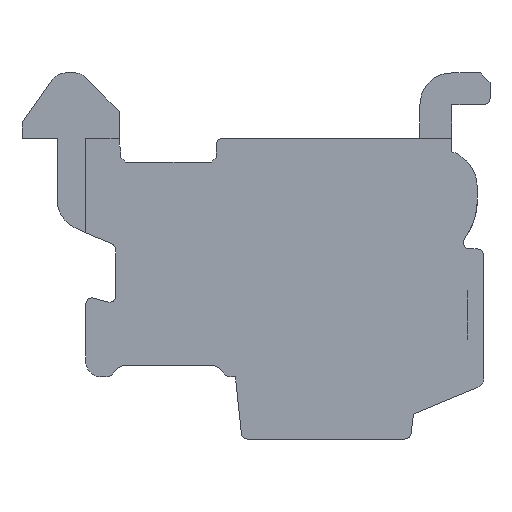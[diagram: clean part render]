
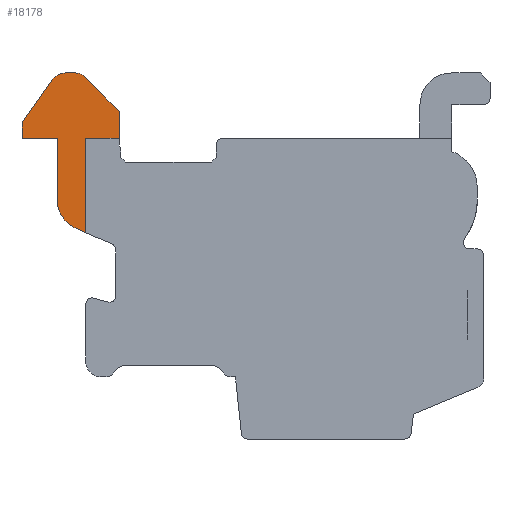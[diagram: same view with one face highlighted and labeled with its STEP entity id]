
A CAD part, front view. The second image highlights one B-rep face of the part: STEP entity #18178.
In plain terms, the highlighted planar face has unit normal (0, -1, 0).
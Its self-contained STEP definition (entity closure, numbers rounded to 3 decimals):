
#412=DIRECTION('',(-1.,0.,0.));
#413=VECTOR('',#412,1.05);
#414=CARTESIAN_POINT('',(-4.32,-83.6,3.48));
#415=LINE('',#414,#413);
#2514=DIRECTION('',(0.,0.,1.));
#2515=VECTOR('',#2514,2.964);
#2516=CARTESIAN_POINT('',(-5.37,-83.6,
0.516));
#2517=LINE('',#2516,#2515);
#4962=DIRECTION('',(0.916,0.,-0.401));
#4963=VECTOR('',#4962,0.326);
#4964=CARTESIAN_POINT('',(-5.669,-83.6,
0.647));
#4965=LINE('',#4964,#4963);
#6006=DIRECTION('',(-1.,0.,0.));
#6007=VECTOR('',#6006,1.1);
#6008=CARTESIAN_POINT('',(-6.27,-83.6,3.48));
#6009=LINE('',#6008,#6007);
#6294=DIRECTION('',(0.,0.,1.));
#6295=VECTOR('',#6294,1.916);
#6296=CARTESIAN_POINT('',(-6.27,-83.6,1.564));
#6297=LINE('',#6296,#6295);
#6628=CARTESIAN_POINT('',(-5.27,-83.6,1.564));
#6629=DIRECTION('',(0.,1.,0.));
#6630=DIRECTION('',(-0.399,0.,-0.917));
#6631=AXIS2_PLACEMENT_3D('',#6628,#6629,#6630);
#6650=DIRECTION('',(0.,0.,-1.));
#6651=VECTOR('',#6650,0.85);
#6652=CARTESIAN_POINT('',(-4.32,-83.6,4.33));
#6653=LINE('',#6652,#6651);
#7314=DIRECTION('',(0.707,0.,-0.707));
#7315=VECTOR('',#7314,1.527);
#7316=CARTESIAN_POINT('',(-5.4,-83.6,5.41));
#7317=LINE('',#7316,#7315);
#7648=CARTESIAN_POINT('',(-5.686,-83.6,5.13));
#7649=DIRECTION('',(0.,1.,0.));
#7650=DIRECTION('',(0.,0.,1.));
#7651=AXIS2_PLACEMENT_3D('',#7648,#7649,#7650);
#7938=DIRECTION('',(1.,0.,0.));
#7939=VECTOR('',#7938,0.32);
#7940=CARTESIAN_POINT('',(-6.006,-83.6,5.53));
#7941=LINE('',#7940,#7939);
#8272=CARTESIAN_POINT('',(-6.006,-83.6,5.03));
#8273=DIRECTION('',(0.,1.,0.));
#8274=DIRECTION('',(-0.815,0.,0.58));
#8275=AXIS2_PLACEMENT_3D('',#8272,#8273,#8274);
#8562=DIRECTION('',(0.575,0.,0.818));
#8563=VECTOR('',#8562,1.663);
#8564=CARTESIAN_POINT('',(-7.37,-83.6,3.96));
#8565=LINE('',#8564,#8563);
#8850=DIRECTION('',(0.,0.,1.));
#8851=VECTOR('',#8850,0.48);
#8852=CARTESIAN_POINT('',(-7.37,-83.6,3.48));
#8853=LINE('',#8852,#8851);
#14495=CARTESIAN_POINT('',(-7.37,-83.6,3.48));
#14496=CARTESIAN_POINT('',(-7.37,-83.6,3.96));
#14497=VERTEX_POINT('',#14495);
#14498=VERTEX_POINT('',#14496);
#14499=CARTESIAN_POINT('',(-6.413,-83.6,5.32));
#14500=VERTEX_POINT('',#14499);
#14501=CARTESIAN_POINT('',(-6.006,-83.6,5.53));
#14502=VERTEX_POINT('',#14501);
#14503=CARTESIAN_POINT('',(-5.686,-83.6,5.53));
#14504=VERTEX_POINT('',#14503);
#14505=CARTESIAN_POINT('',(-5.4,-83.6,5.41));
#14506=VERTEX_POINT('',#14505);
#14507=CARTESIAN_POINT('',(-4.32,-83.6,4.33));
#14508=VERTEX_POINT('',#14507);
#14509=CARTESIAN_POINT('',(-4.32,-83.6,3.48));
#14510=VERTEX_POINT('',#14509);
#14988=CARTESIAN_POINT('',(-5.37,-83.6,
0.516));
#14989=CARTESIAN_POINT('',(-5.37,-83.6,3.48));
#14990=VERTEX_POINT('',#14988);
#14991=VERTEX_POINT('',#14989);
#14996=CARTESIAN_POINT('',(-5.669,-83.6,
0.647));
#14997=VERTEX_POINT('',#14996);
#14998=CARTESIAN_POINT('',(-6.27,-83.6,
1.564));
#14999=VERTEX_POINT('',#14998);
#15000=CARTESIAN_POINT('',(-6.27,-83.6,3.48));
#15001=VERTEX_POINT('',#15000);
#18147=CARTESIAN_POINT('',(7.33,-83.6,5.53));
#18148=DIRECTION('',(0.,-1.,0.));
#18149=DIRECTION('',(0.,0.,-1.));
#18150=AXIS2_PLACEMENT_3D('',#18147,#18148,#18149);
#18151=PLANE('',#18150);
#18152=ORIENTED_EDGE('',*,*,#16791,.T.);
#18153=ORIENTED_EDGE('',*,*,#18114,.F.);
#18155=ORIENTED_EDGE('',*,*,#18154,.F.);
#18157=ORIENTED_EDGE('',*,*,#18156,.T.);
#18159=ORIENTED_EDGE('',*,*,#18158,.T.);
#18161=ORIENTED_EDGE('',*,*,#18160,.T.);
#18163=ORIENTED_EDGE('',*,*,#18162,.T.);
#18165=ORIENTED_EDGE('',*,*,#18164,.T.);
#18167=ORIENTED_EDGE('',*,*,#18166,.T.);
#18169=ORIENTED_EDGE('',*,*,#18168,.T.);
#18171=ORIENTED_EDGE('',*,*,#18170,.T.);
#18173=ORIENTED_EDGE('',*,*,#18172,.T.);
#18175=ORIENTED_EDGE('',*,*,#18174,.T.);
#18176=EDGE_LOOP('',(#18152,#18153,#18155,#18157,#18159,#18161,#18163,#18165,
#18167,#18169,#18171,#18173,#18175));
#18177=FACE_OUTER_BOUND('',#18176,.F.);
#18178=ADVANCED_FACE('',(#18177),#18151,.T.);
#6632=CIRCLE('',#6631,1.);
#7652=CIRCLE('',#7651,0.4);
#8276=CIRCLE('',#8275,0.5);
#16791=EDGE_CURVE('',#14510,#14991,#415,.T.);
#18114=EDGE_CURVE('',#14990,#14991,#2517,.T.);
#18154=EDGE_CURVE('',#14997,#14990,#4965,.T.);
#18156=EDGE_CURVE('',#14997,#14999,#6632,.T.);
#18158=EDGE_CURVE('',#14999,#15001,#6297,.T.);
#18160=EDGE_CURVE('',#15001,#14497,#6009,.T.);
#18162=EDGE_CURVE('',#14497,#14498,#8853,.T.);
#18164=EDGE_CURVE('',#14498,#14500,#8565,.T.);
#18166=EDGE_CURVE('',#14500,#14502,#8276,.T.);
#18168=EDGE_CURVE('',#14502,#14504,#7941,.T.);
#18170=EDGE_CURVE('',#14504,#14506,#7652,.T.);
#18172=EDGE_CURVE('',#14506,#14508,#7317,.T.);
#18174=EDGE_CURVE('',#14508,#14510,#6653,.T.);
